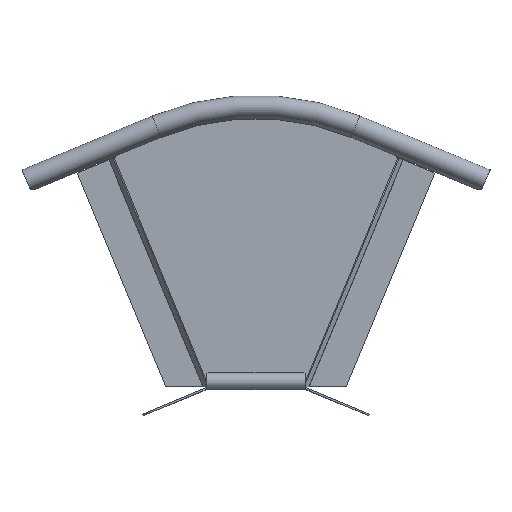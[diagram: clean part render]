
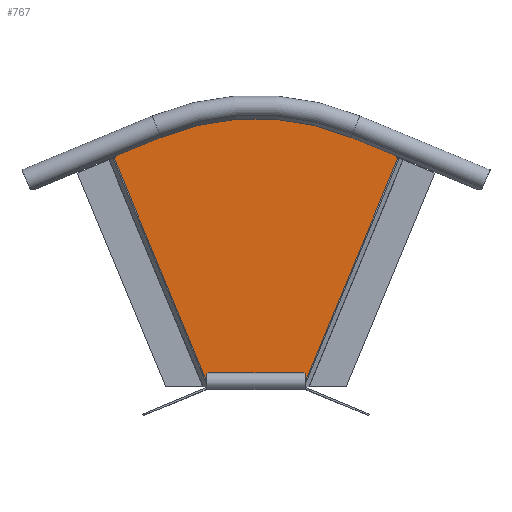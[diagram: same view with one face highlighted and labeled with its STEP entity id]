
A CAD part, top view. The second image highlights one B-rep face of the part: STEP entity #767.
In plain terms, the highlighted planar face has unit normal (0, 0, 1).
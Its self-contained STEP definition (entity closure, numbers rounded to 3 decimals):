
#105=DIRECTION('',(0.383,-0.924,0.));
#106=VECTOR('',#105,181.063);
#107=CARTESIAN_POINT('',(-103.811,167.28,0.));
#108=LINE('',#107,#106);
#114=DIRECTION('',(-0.383,-0.924,0.));
#115=VECTOR('',#114,181.063);
#116=CARTESIAN_POINT('',(103.811,167.28,0.));
#117=LINE('',#116,#115);
#118=DIRECTION('',(-0.924,-0.383,0.));
#119=VECTOR('',#118,0.917);
#120=CARTESIAN_POINT('',(-102.963,167.631,0.));
#121=LINE('',#120,#119);
#122=DIRECTION('',(0.383,-0.924,0.));
#123=VECTOR('',#122,15.);
#124=CARTESIAN_POINT('',(-108.704,181.489,0.));
#125=LINE('',#124,#123);
#126=DIRECTION('',(-0.924,-0.383,0.));
#127=VECTOR('',#126,36.47);
#128=CARTESIAN_POINT('',(-75.01,195.446,0.));
#129=LINE('',#128,#127);
#130=CARTESIAN_POINT('',(-0.004,14.365,0.));
#131=DIRECTION('',(0.,0.,1.));
#132=DIRECTION('',(0.,1.,0.));
#133=AXIS2_PLACEMENT_3D('',#130,#131,#132);
#135=CARTESIAN_POINT('',(0.004,14.365,0.));
#136=DIRECTION('',(0.,0.,1.));
#137=DIRECTION('',(0.383,0.924,0.));
#138=AXIS2_PLACEMENT_3D('',#135,#136,#137);
#140=DIRECTION('',(-0.924,0.383,0.));
#141=VECTOR('',#140,36.47);
#142=CARTESIAN_POINT('',(108.704,181.489,0.));
#143=LINE('',#142,#141);
#144=DIRECTION('',(0.383,0.924,0.));
#145=VECTOR('',#144,15.);
#146=CARTESIAN_POINT('',(102.963,167.631,0.));
#147=LINE('',#146,#145);
#148=DIRECTION('',(-0.924,0.383,0.));
#149=VECTOR('',#148,0.917);
#150=CARTESIAN_POINT('',(103.811,167.28,0.));
#151=LINE('',#150,#149);
#314=DIRECTION('',(-1.,0.,0.));
#315=VECTOR('',#314,69.042);
#316=CARTESIAN_POINT('',(34.521,0.,0.));
#317=LINE('',#316,#315);
#454=CARTESIAN_POINT('',(0.,210.365,0.));
#455=CARTESIAN_POINT('',(-75.01,195.446,0.));
#456=VERTEX_POINT('',#454);
#457=VERTEX_POINT('',#455);
#462=CARTESIAN_POINT('',(-108.704,181.489,0.));
#463=VERTEX_POINT('',#462);
#466=CARTESIAN_POINT('',(-102.963,167.631,0.));
#467=VERTEX_POINT('',#466);
#484=CARTESIAN_POINT('',(-103.811,167.28,0.));
#485=VERTEX_POINT('',#484);
#486=CARTESIAN_POINT('',(34.521,0.,0.));
#487=CARTESIAN_POINT('',(-34.521,0.,0.));
#488=VERTEX_POINT('',#486);
#489=VERTEX_POINT('',#487);
#490=CARTESIAN_POINT('',(103.811,167.28,0.));
#491=CARTESIAN_POINT('',(102.963,167.631,0.));
#492=VERTEX_POINT('',#490);
#493=VERTEX_POINT('',#491);
#494=CARTESIAN_POINT('',(108.704,181.489,0.));
#495=VERTEX_POINT('',#494);
#496=CARTESIAN_POINT('',(75.01,195.446,0.));
#497=VERTEX_POINT('',#496);
#740=CARTESIAN_POINT('',(-0.004,14.365,0.));
#741=DIRECTION('',(0.,0.,-1.));
#742=DIRECTION('',(-1.,0.,0.));
#743=AXIS2_PLACEMENT_3D('',#740,#741,#742);
#744=PLANE('',#743);
#746=ORIENTED_EDGE('',*,*,#745,.T.);
#748=ORIENTED_EDGE('',*,*,#747,.T.);
#749=ORIENTED_EDGE('',*,*,#731,.F.);
#750=ORIENTED_EDGE('',*,*,#601,.F.);
#752=ORIENTED_EDGE('',*,*,#751,.F.);
#754=ORIENTED_EDGE('',*,*,#753,.F.);
#756=ORIENTED_EDGE('',*,*,#755,.F.);
#758=ORIENTED_EDGE('',*,*,#757,.F.);
#760=ORIENTED_EDGE('',*,*,#759,.F.);
#762=ORIENTED_EDGE('',*,*,#761,.F.);
#764=ORIENTED_EDGE('',*,*,#763,.F.);
#765=EDGE_LOOP('',(#746,#748,#749,#750,#752,#754,#756,#758,#760,#762,#764));
#766=FACE_OUTER_BOUND('',#765,.F.);
#767=ADVANCED_FACE('',(#766),#744,.F.);
#134=CIRCLE('',#133,196.);
#139=CIRCLE('',#138,196.);
#601=EDGE_CURVE('',#467,#485,#121,.T.);
#731=EDGE_CURVE('',#485,#489,#108,.T.);
#745=EDGE_CURVE('',#492,#488,#117,.T.);
#747=EDGE_CURVE('',#488,#489,#317,.T.);
#751=EDGE_CURVE('',#463,#467,#125,.T.);
#753=EDGE_CURVE('',#457,#463,#129,.T.);
#755=EDGE_CURVE('',#456,#457,#134,.T.);
#757=EDGE_CURVE('',#497,#456,#139,.T.);
#759=EDGE_CURVE('',#495,#497,#143,.T.);
#761=EDGE_CURVE('',#493,#495,#147,.T.);
#763=EDGE_CURVE('',#492,#493,#151,.T.);
